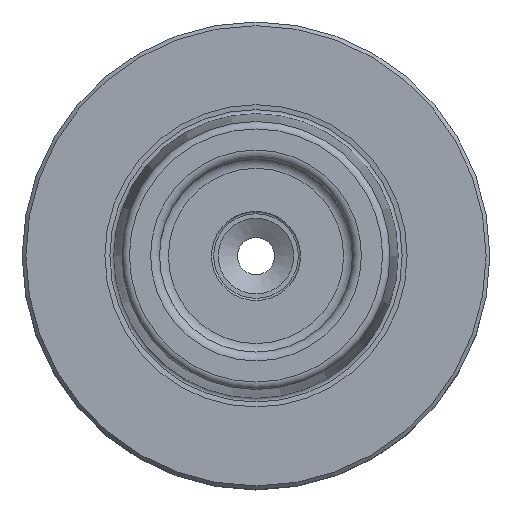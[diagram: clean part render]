
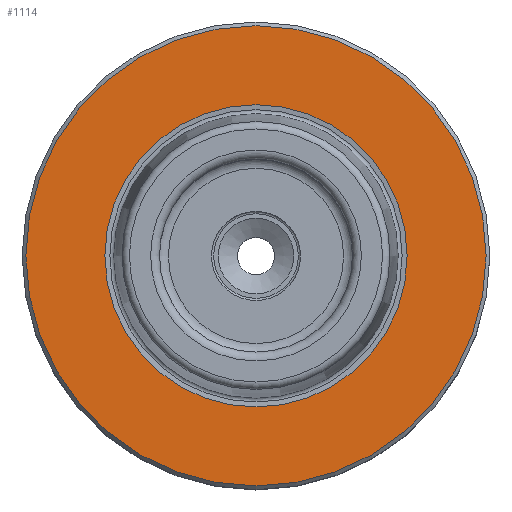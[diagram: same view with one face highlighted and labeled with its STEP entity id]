
A CAD part, top view. The second image highlights one B-rep face of the part: STEP entity #1114.
In plain terms, the highlighted planar face has unit normal (0, 0, 1).
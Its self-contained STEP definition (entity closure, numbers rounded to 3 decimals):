
#61=PLANE('',#1208);
#105=ORIENTED_EDGE('',*,*,#217,.F.);
#106=ORIENTED_EDGE('',*,*,#216,.T.);
#216=EDGE_CURVE('',#279,#279,#342,.T.);
#217=EDGE_CURVE('',#280,#280,#343,.T.);
#279=VERTEX_POINT('',#1614);
#280=VERTEX_POINT('',#1617);
#342=CIRCLE('',#1207,31.);
#343=CIRCLE('',#1209,20.358);
#420=EDGE_LOOP('',(#105));
#421=EDGE_LOOP('',(#106));
#546=FACE_BOUND('',#420,.T.);
#547=FACE_BOUND('',#421,.T.);
#1114=ADVANCED_FACE('',(#546,#547),#61,.F.);
#1207=AXIS2_PLACEMENT_3D('',#1613,#1380,#1381);
#1208=AXIS2_PLACEMENT_3D('',#1615,#1382,#1383);
#1209=AXIS2_PLACEMENT_3D('',#1616,#1384,#1385);
#1380=DIRECTION('',(0.,0.,1.));
#1381=DIRECTION('',(1.,0.,0.));
#1382=DIRECTION('',(0.,0.,-1.));
#1383=DIRECTION('',(-1.,0.,0.));
#1384=DIRECTION('',(0.,0.,1.));
#1385=DIRECTION('',(1.,0.,0.));
#1613=CARTESIAN_POINT('',(0.,0.,0.));
#1614=CARTESIAN_POINT('',(31.,0.,0.));
#1615=CARTESIAN_POINT('',(20.358,0.,0.));
#1616=CARTESIAN_POINT('',(0.,0.,0.));
#1617=CARTESIAN_POINT('',(20.358,0.,0.));
